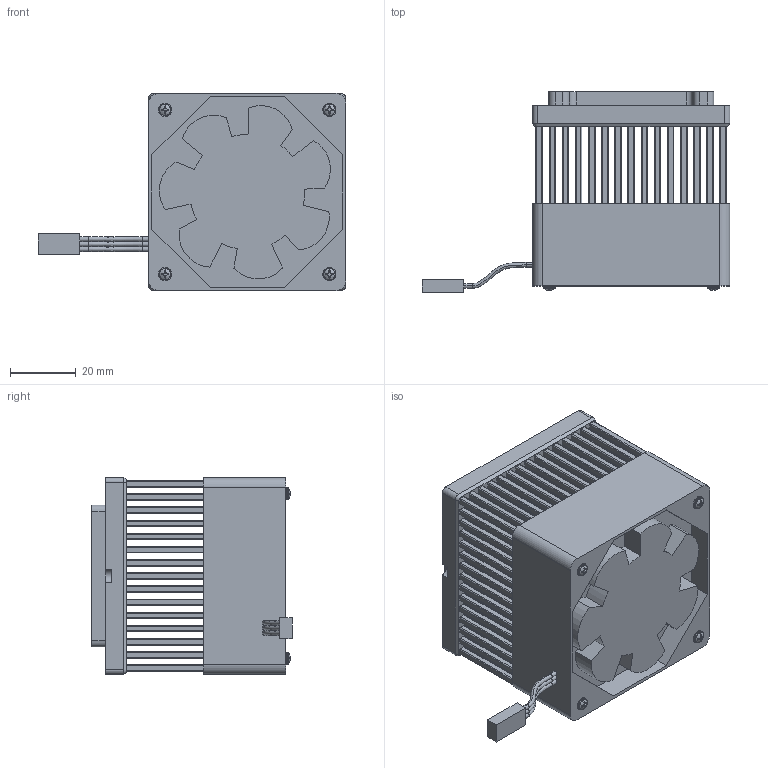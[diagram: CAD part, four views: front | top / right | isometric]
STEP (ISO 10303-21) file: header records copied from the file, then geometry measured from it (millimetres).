
FILE_DESCRIPTION (( 'STEP AP203' ), '1' );
FILE_NAME ('SUA-45-S3.STEP', '2019-11-11T19:03:11', ( '' ), ( '' ), 'SwSTEP 2.0', 'SolidWorks 2016', '' );
FILE_SCHEMA (( 'CONFIG_CONTROL_DESIGN' ));
Products named in the file (1): SUA-45-S3
Bounding box: 93.64 x 60.97 x 60 mm (x, y, z)
Volume: 132586.8 mm3; surface area: 71152 mm2
Topology: 11 solids, 11 shells, 2456 faces, 6477 edges, 4280 vertices
Faces by surface type: plane 1278, cylinder 1066, cone 72, bspline 16, torus 16, sphere 8
Entity records: 77604 total; most frequent: CARTESIAN_POINT 14864, DIRECTION 13411, ORIENTED_EDGE 12938, EDGE_CURVE 6469, AXIS2_PLACEMENT_3D 4681, VERTEX_POINT 4280, VECTOR 4049, LINE 4049
